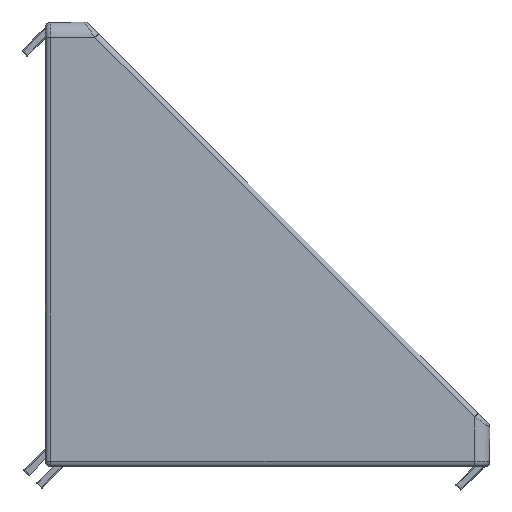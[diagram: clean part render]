
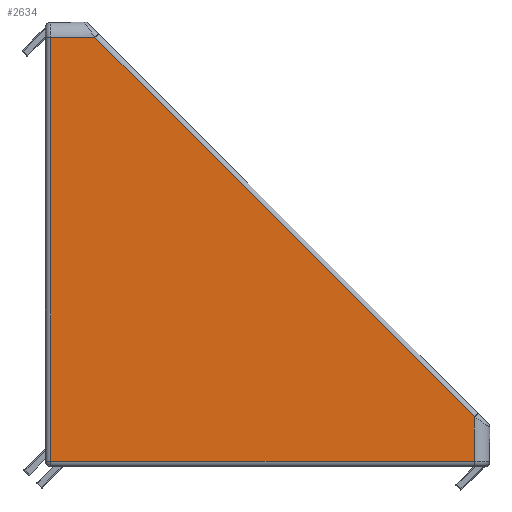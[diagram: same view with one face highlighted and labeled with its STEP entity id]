
A CAD part, top view. The second image highlights one B-rep face of the part: STEP entity #2634.
In plain terms, the highlighted planar face has unit normal (0, 0, 1).
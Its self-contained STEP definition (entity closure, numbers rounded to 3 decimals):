
#278 = DIRECTION ( 'NONE',  ( 1., 0., 0. ) ) ;
#287 = CARTESIAN_POINT ( 'NONE',  ( 1., 83., 43. ) ) ;
#301 = LINE ( 'NONE', #12782, #16089 ) ;
#874 = DIRECTION ( 'NONE',  ( -0.707, 0.707, 0. ) ) ;
#1496 = CARTESIAN_POINT ( 'NONE',  ( 86., 0., 43. ) ) ;
#1772 = ORIENTED_EDGE ( 'NONE', *, *, #3079, .T. ) ;
#2009 = DIRECTION ( 'NONE',  ( -1., 0., 0. ) ) ;
#2634 = ADVANCED_FACE ( 'NONE', ( #12523 ), #6909, .T. ) ;
#2754 = VECTOR ( 'NONE', #9149, 1000. ) ;
#3079 = EDGE_CURVE ( 'NONE', #5562, #11178, #15433, .T. ) ;
#3193 = EDGE_CURVE ( 'NONE', #5344, #5562, #6880, .T. ) ;
#3889 = CARTESIAN_POINT ( 'NONE',  ( 1., 1., 43. ) ) ;
#5014 = ORIENTED_EDGE ( 'NONE', *, *, #3193, .T. ) ;
#5148 = EDGE_CURVE ( 'NONE', #16098, #5344, #14274, .T. ) ;
#5344 = VERTEX_POINT ( 'NONE', #287 ) ;
#5562 = VERTEX_POINT ( 'NONE', #3889 ) ;
#5621 = DIRECTION ( 'NONE',  ( 0., 1., 0. ) ) ;
#5655 = CARTESIAN_POINT ( 'NONE',  ( 83., 1., 43. ) ) ;
#5973 = DIRECTION ( 'NONE',  ( 0., -1., 0. ) ) ;
#6880 = LINE ( 'NONE', #9568, #16003 ) ;
#6909 = PLANE ( 'NONE',  #10406 ) ;
#7411 = CARTESIAN_POINT ( 'NONE',  ( 10.293, 82.293, 43. ) ) ;
#8119 = DIRECTION ( 'NONE',  ( 0., 0., 1. ) ) ;
#8279 = ORIENTED_EDGE ( 'NONE', *, *, #5148, .T. ) ;
#9051 = ORIENTED_EDGE ( 'NONE', *, *, #15173, .T. ) ;
#9149 = DIRECTION ( 'NONE',  ( 1., 0., 0. ) ) ;
#9190 = VECTOR ( 'NONE', #874, 1000. ) ;
#9568 = CARTESIAN_POINT ( 'NONE',  ( 1., 0., 43. ) ) ;
#10406 = AXIS2_PLACEMENT_3D ( 'NONE', #1496, #8119, #278 ) ;
#10904 = CARTESIAN_POINT ( 'NONE',  ( 0., 83., 43. ) ) ;
#11178 = VERTEX_POINT ( 'NONE', #16105 ) ;
#11261 = VERTEX_POINT ( 'NONE', #15011 ) ;
#11285 = CARTESIAN_POINT ( 'NONE',  ( 9.586, 83., 43. ) ) ;
#11332 = EDGE_CURVE ( 'NONE', #11178, #11261, #301, .T. ) ;
#11491 = EDGE_LOOP ( 'NONE', ( #15334, #9051, #8279, #5014, #1772 ) ) ;
#12523 = FACE_OUTER_BOUND ( 'NONE', #11491, .T. ) ;
#12782 = CARTESIAN_POINT ( 'NONE',  ( 83., 7.586, 43. ) ) ;
#14274 = LINE ( 'NONE', #10904, #14648 ) ;
#14648 = VECTOR ( 'NONE', #2009, 1000. ) ;
#15011 = CARTESIAN_POINT ( 'NONE',  ( 83., 9.586, 43. ) ) ;
#15173 = EDGE_CURVE ( 'NONE', #11261, #16098, #15463, .T. ) ;
#15334 = ORIENTED_EDGE ( 'NONE', *, *, #11332, .T. ) ;
#15433 = LINE ( 'NONE', #5655, #2754 ) ;
#15463 = LINE ( 'NONE', #7411, #9190 ) ;
#16003 = VECTOR ( 'NONE', #5973, 1000. ) ;
#16089 = VECTOR ( 'NONE', #5621, 1000. ) ;
#16098 = VERTEX_POINT ( 'NONE', #11285 ) ;
#16105 = CARTESIAN_POINT ( 'NONE',  ( 83., 1., 43. ) ) ;
